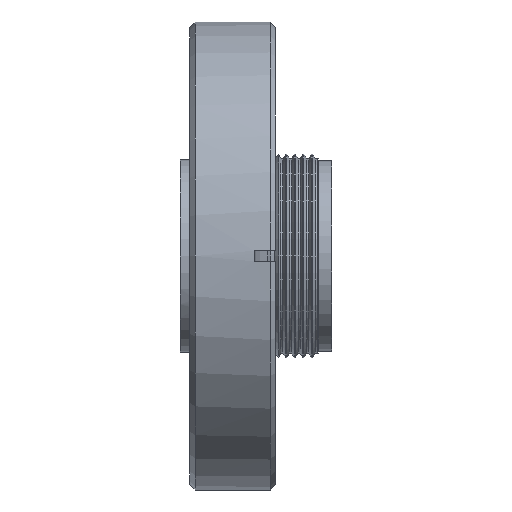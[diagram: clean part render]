
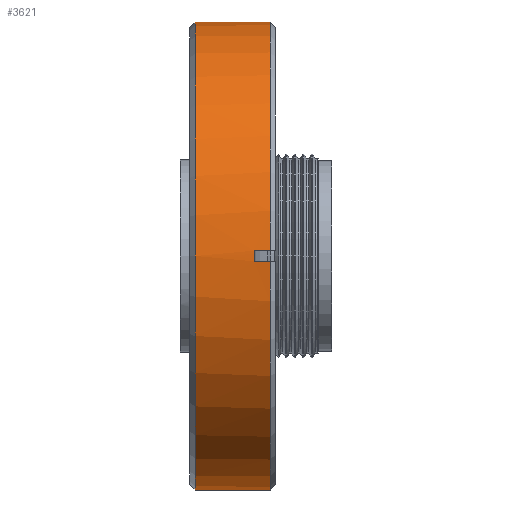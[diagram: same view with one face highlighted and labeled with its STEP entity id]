
A CAD part, left-side view. The second image highlights one B-rep face of the part: STEP entity #3621.
In plain terms, the highlighted cylindrical face has radius 34.671 mm (diameter 69.342 mm), a partial arc.
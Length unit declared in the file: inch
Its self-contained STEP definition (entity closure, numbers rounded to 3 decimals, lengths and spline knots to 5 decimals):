
#351 = CIRCLE ( 'NONE', #10905, 1.365 ) ;
#390 = VECTOR ( 'NONE', #8533, 39.37008 ) ;
#392 = LINE ( 'NONE', #8497, #390 ) ;
#418 = CIRCLE ( 'NONE', #11131, 1.365 ) ;
#475 = VECTOR ( 'NONE', #7723, 39.37008 ) ;
#477 = LINE ( 'NONE', #7722, #475 ) ;
#583 = CIRCLE ( 'NONE', #14274, 1.365 ) ;
#1591 = VERTEX_POINT ( 'NONE', #4902 ) ;
#1592 = VERTEX_POINT ( 'NONE', #4901 ) ;
#1595 = VERTEX_POINT ( 'NONE', #4898 ) ;
#1604 = VERTEX_POINT ( 'NONE', #4889 ) ;
#1618 = VERTEX_POINT ( 'NONE', #4874 ) ;
#2001 = VERTEX_POINT ( 'NONE', #12186 ) ;
#2013 = VERTEX_POINT ( 'NONE', #12170 ) ;
#2024 = VERTEX_POINT ( 'NONE', #12156 ) ;
#2436 = CYLINDRICAL_SURFACE ( 'NONE', #10765, 1.365 ) ;
#2443 = FACE_OUTER_BOUND ( 'NONE', #4554, .T. ) ;
#3263 = ORIENTED_EDGE ( 'NONE', *, *, #15164, .T. ) ;
#3264 = ORIENTED_EDGE ( 'NONE', *, *, #7593, .T. ) ;
#3265 = ORIENTED_EDGE ( 'NONE', *, *, #7450, .T. ) ;
#3266 = ORIENTED_EDGE ( 'NONE', *, *, #7534, .T. ) ;
#3267 = ORIENTED_EDGE ( 'NONE', *, *, #7582, .T. ) ;
#3268 = ORIENTED_EDGE ( 'NONE', *, *, #15067, .T. ) ;
#3269 = ORIENTED_EDGE ( 'NONE', *, *, #7625, .F. ) ;
#3270 = ORIENTED_EDGE ( 'NONE', *, *, #15027, .F. ) ;
#3621 = ADVANCED_FACE ( 'NONE', ( #2443 ), #2436, .T. ) ;
#4554 = EDGE_LOOP ( 'NONE', ( #3270, #3269, #3268, #3267, #3266, #3265, #3264, #3263 ) ) ;
#4874 = CARTESIAN_POINT ( 'NONE',  ( -1.36465, 0.031, 0.031 ) ) ;
#4889 = CARTESIAN_POINT ( 'NONE',  ( 0., 0.031, -1.365 ) ) ;
#4898 = CARTESIAN_POINT ( 'NONE',  ( 0., 0.031, 1.365 ) ) ;
#4901 = CARTESIAN_POINT ( 'NONE',  ( 0., 0.469, -1.365 ) ) ;
#4902 = CARTESIAN_POINT ( 'NONE',  ( 0., 0.469, 1.365 ) ) ;
#6139 = DIRECTION ( 'NONE',  ( 0., 0., -1. ) ) ;
#6141 = DIRECTION ( 'NONE',  ( 0., 1., 0. ) ) ;
#6142 = CARTESIAN_POINT ( 'NONE',  ( 0., 0.031, 0. ) ) ;
#6342 = DIRECTION ( 'NONE',  ( 0., -1., 0. ) ) ;
#6343 = CARTESIAN_POINT ( 'NONE',  ( 0., -0.33462, -1.365 ) ) ;
#6417 = DIRECTION ( 'NONE',  ( 0., -1., 0. ) ) ;
#6418 = CARTESIAN_POINT ( 'NONE',  ( 0., -0.33462, 1.365 ) ) ;
#7397 = AXIS2_PLACEMENT_3D ( 'NONE', #6142, #6141, #6139 ) ;
#7450 = EDGE_CURVE ( 'NONE', #2001, #2013, #583, .T. ) ;
#7534 = EDGE_CURVE ( 'NONE', #2024, #2001, #477, .T. ) ;
#7582 = EDGE_CURVE ( 'NONE', #1604, #2024, #418, .T. ) ;
#7593 = EDGE_CURVE ( 'NONE', #2013, #1618, #392, .T. ) ;
#7625 = EDGE_CURVE ( 'NONE', #1592, #1591, #351, .T. ) ;
#7722 = CARTESIAN_POINT ( 'NONE',  ( -1.36465, -0.33462, -0.031 ) ) ;
#7723 = DIRECTION ( 'NONE',  ( 0., 1., 0. ) ) ;
#8373 = DIRECTION ( 'NONE',  ( 0., 0., -1. ) ) ;
#8374 = DIRECTION ( 'NONE',  ( 0., 1., 0. ) ) ;
#8375 = CARTESIAN_POINT ( 'NONE',  ( 0., 0.469, 0. ) ) ;
#8497 = CARTESIAN_POINT ( 'NONE',  ( -1.36465, -0.33462, 0.031 ) ) ;
#8519 = DIRECTION ( 'NONE',  ( 0., 0., -1. ) ) ;
#8520 = DIRECTION ( 'NONE',  ( 0., 1., 0. ) ) ;
#8521 = CARTESIAN_POINT ( 'NONE',  ( 0., 0.031, 0. ) ) ;
#8533 = DIRECTION ( 'NONE',  ( 0., -1., 0. ) ) ;
#8646 = DIRECTION ( 'NONE',  ( 0., 0., -1. ) ) ;
#8652 = DIRECTION ( 'NONE',  ( 0., 1., 0. ) ) ;
#8659 = CARTESIAN_POINT ( 'NONE',  ( 0., 0.125, 0. ) ) ;
#10321 = CIRCLE ( 'NONE', #7397, 1.365 ) ;
#10366 = VECTOR ( 'NONE', #6342, 39.37008 ) ;
#10367 = LINE ( 'NONE', #6343, #10366 ) ;
#10388 = VECTOR ( 'NONE', #6417, 39.37008 ) ;
#10389 = LINE ( 'NONE', #6418, #10388 ) ;
#10765 = AXIS2_PLACEMENT_3D ( 'NONE', #15494, #15495, #15505 ) ;
#10905 = AXIS2_PLACEMENT_3D ( 'NONE', #8375, #8374, #8373 ) ;
#11131 = AXIS2_PLACEMENT_3D ( 'NONE', #8521, #8520, #8519 ) ;
#12156 = CARTESIAN_POINT ( 'NONE',  ( -1.36465, 0.031, -0.031 ) ) ;
#12170 = CARTESIAN_POINT ( 'NONE',  ( -1.36465, 0.125, 0.031 ) ) ;
#12186 = CARTESIAN_POINT ( 'NONE',  ( -1.36465, 0.125, -0.031 ) ) ;
#14274 = AXIS2_PLACEMENT_3D ( 'NONE', #8659, #8652, #8646 ) ;
#15027 = EDGE_CURVE ( 'NONE', #1591, #1595, #10389, .T. ) ;
#15067 = EDGE_CURVE ( 'NONE', #1592, #1604, #10367, .T. ) ;
#15164 = EDGE_CURVE ( 'NONE', #1618, #1595, #10321, .T. ) ;
#15494 = CARTESIAN_POINT ( 'NONE',  ( 0., -0.33462, 0. ) ) ;
#15495 = DIRECTION ( 'NONE',  ( 0., -1., 0. ) ) ;
#15505 = DIRECTION ( 'NONE',  ( 0., 0., -1. ) ) ;
